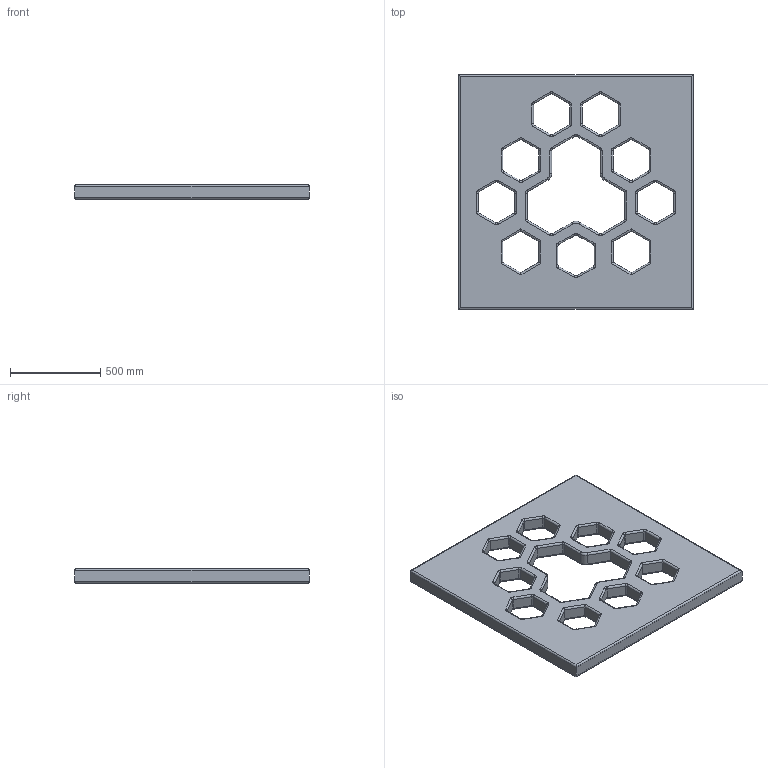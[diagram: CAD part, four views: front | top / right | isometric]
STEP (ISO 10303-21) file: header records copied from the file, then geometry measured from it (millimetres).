
FILE_DESCRIPTION(('CATIA V5 STEP Exchange'),'2;1');
FILE_NAME('010_socle_matrice _01.stp','2019-10-09T17:00:23+00:00',('none'),('none'),'Version 5-6 Release 2013','CATIA V5 STEP AP203','none');
FILE_SCHEMA(('CONFIG_CONTROL_DESIGN'));
Length unit declared in the file: millimetre
Products named in the file (1): 001_socle_matrice _01
Bounding box: 1300 x 1300 x 80 mm (x, y, z)
Volume: 94532746.3 mm3; surface area: 3324115.1 mm2
Topology: 1 solids, 1 shells, 365 faces, 862 edges, 500 vertices
Faces by surface type: cylinder 191, torus 102, plane 72
Entity records: 10352 total; most frequent: CARTESIAN_POINT 2180, ORIENTED_EDGE 1694, DIRECTION 1534, EDGE_CURVE 847, AXIS2_PLACEMENT_3D 767, VERTEX_POINT 484, VECTOR 413, LINE 413
